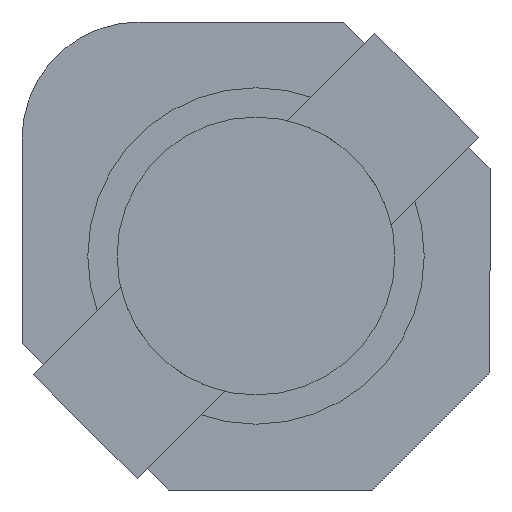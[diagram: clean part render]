
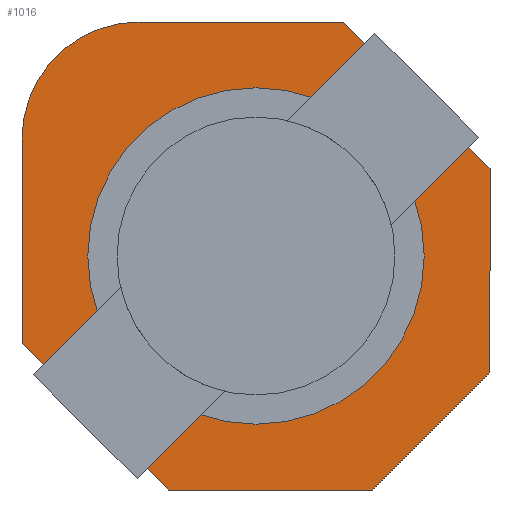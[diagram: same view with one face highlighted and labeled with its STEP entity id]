
A CAD part, front view. The second image highlights one B-rep face of the part: STEP entity #1016.
In plain terms, the highlighted planar face has unit normal (0, -1, 0).
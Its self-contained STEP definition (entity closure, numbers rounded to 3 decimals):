
#5 = DIRECTION ( 'NONE',  ( 0., 0., 1. ) ) ;
#6 = EDGE_LOOP ( 'NONE', ( #316, #1225, #598, #660, #1302, #1001, #199, #1130 ) ) ;
#29 = VERTEX_POINT ( 'NONE', #695 ) ;
#63 = DIRECTION ( 'NONE',  ( 0., 0., -1. ) ) ;
#79 = CARTESIAN_POINT ( 'NONE',  ( -0.8, 0., 1.6 ) ) ;
#94 = VERTEX_POINT ( 'NONE', #951 ) ;
#103 = DIRECTION ( 'NONE',  ( 1., 0., 0. ) ) ;
#114 = AXIS2_PLACEMENT_3D ( 'NONE', #341, #1100, #447 ) ;
#126 = EDGE_CURVE ( 'NONE', #289, #29, #796, .T. ) ;
#129 = CARTESIAN_POINT ( 'NONE',  ( -1.6, 0., 0.8 ) ) ;
#162 = VECTOR ( 'NONE', #5, 1000. ) ;
#170 = PLANE ( 'NONE',  #1047 ) ;
#199 = ORIENTED_EDGE ( 'NONE', *, *, #569, .F. ) ;
#212 = CARTESIAN_POINT ( 'NONE',  ( 0., 0., 1.15 ) ) ;
#242 = LINE ( 'NONE', #390, #798 ) ;
#289 = VERTEX_POINT ( 'NONE', #1285 ) ;
#304 = CARTESIAN_POINT ( 'NONE',  ( 0., 0., 0. ) ) ;
#311 = DIRECTION ( 'NONE',  ( -0.707, 0., 0.707 ) ) ;
#316 = ORIENTED_EDGE ( 'NONE', *, *, #692, .F. ) ;
#320 = FACE_BOUND ( 'NONE', #1068, .T. ) ;
#341 = CARTESIAN_POINT ( 'NONE',  ( -0.8, 0., 0.8 ) ) ;
#373 = VERTEX_POINT ( 'NONE', #647 ) ;
#376 = EDGE_CURVE ( 'NONE', #911, #1227, #596, .T. ) ;
#385 = CARTESIAN_POINT ( 'NONE',  ( 0., 0., 0. ) ) ;
#390 = CARTESIAN_POINT ( 'NONE',  ( -1.6, 0., -1.6 ) ) ;
#402 = VECTOR ( 'NONE', #738, 1000. ) ;
#403 = DIRECTION ( 'NONE',  ( 0., 0., -1. ) ) ;
#447 = DIRECTION ( 'NONE',  ( 0., 0., -1. ) ) ;
#448 = VERTEX_POINT ( 'NONE', #452 ) ;
#452 = CARTESIAN_POINT ( 'NONE',  ( -0.6, 0., -1.6 ) ) ;
#475 = VERTEX_POINT ( 'NONE', #1260 ) ;
#476 = VECTOR ( 'NONE', #311, 1000. ) ;
#493 = DIRECTION ( 'NONE',  ( 0., 0., -1. ) ) ;
#531 = VERTEX_POINT ( 'NONE', #212 ) ;
#568 = FACE_OUTER_BOUND ( 'NONE', #6, .T. ) ;
#569 = EDGE_CURVE ( 'NONE', #1227, #29, #1317, .T. ) ;
#576 = LINE ( 'NONE', #1086, #1149 ) ;
#578 = EDGE_CURVE ( 'NONE', #373, #448, #242, .T. ) ;
#596 = CIRCLE ( 'NONE', #114, 0.8 ) ;
#598 = ORIENTED_EDGE ( 'NONE', *, *, #578, .F. ) ;
#612 = CARTESIAN_POINT ( 'NONE',  ( 0.3, 0., 1.9 ) ) ;
#629 = VECTOR ( 'NONE', #1247, 1000. ) ;
#646 = EDGE_CURVE ( 'NONE', #289, #94, #1174, .T. ) ;
#647 = CARTESIAN_POINT ( 'NONE',  ( 0.8, 0., -1.6 ) ) ;
#660 = ORIENTED_EDGE ( 'NONE', *, *, #794, .F. ) ;
#685 = LINE ( 'NONE', #1070, #402 ) ;
#692 = EDGE_CURVE ( 'NONE', #475, #911, #1292, .T. ) ;
#695 = CARTESIAN_POINT ( 'NONE',  ( 0.6, 0., 1.6 ) ) ;
#702 = DIRECTION ( 'NONE',  ( 0., -1., 0. ) ) ;
#718 = EDGE_CURVE ( 'NONE', #475, #448, #685, .T. ) ;
#722 = VERTEX_POINT ( 'NONE', #963 ) ;
#738 = DIRECTION ( 'NONE',  ( 0.707, 0., -0.707 ) ) ;
#794 = EDGE_CURVE ( 'NONE', #94, #373, #576, .T. ) ;
#796 = LINE ( 'NONE', #612, #476 ) ;
#798 = VECTOR ( 'NONE', #1145, 1000. ) ;
#848 = ORIENTED_EDGE ( 'NONE', *, *, #1150, .F. ) ;
#852 = CARTESIAN_POINT ( 'NONE',  ( -1.6, 0., 0.8 ) ) ;
#877 = AXIS2_PLACEMENT_3D ( 'NONE', #304, #1055, #403 ) ;
#911 = VERTEX_POINT ( 'NONE', #129 ) ;
#938 = CARTESIAN_POINT ( 'NONE',  ( 1.6, 0., 1.6 ) ) ;
#951 = CARTESIAN_POINT ( 'NONE',  ( 1.6, 0., -0.8 ) ) ;
#963 = CARTESIAN_POINT ( 'NONE',  ( 0., 0., -1.15 ) ) ;
#981 = AXIS2_PLACEMENT_3D ( 'NONE', #385, #1141, #493 ) ;
#992 = CIRCLE ( 'NONE', #877, 1.15 ) ;
#1001 = ORIENTED_EDGE ( 'NONE', *, *, #126, .T. ) ;
#1016 = ADVANCED_FACE ( 'NONE', ( #320, #568 ), #170, .T. ) ;
#1026 = EDGE_CURVE ( 'NONE', #531, #722, #1033, .T. ) ;
#1033 = CIRCLE ( 'NONE', #981, 1.15 ) ;
#1047 = AXIS2_PLACEMENT_3D ( 'NONE', #1347, #702, #63 ) ;
#1055 = DIRECTION ( 'NONE',  ( 0., -1., 0. ) ) ;
#1068 = EDGE_LOOP ( 'NONE', ( #848, #1323 ) ) ;
#1070 = CARTESIAN_POINT ( 'NONE',  ( -1.9, 0., -0.3 ) ) ;
#1086 = CARTESIAN_POINT ( 'NONE',  ( 0.8, 0., -1.6 ) ) ;
#1100 = DIRECTION ( 'NONE',  ( 0., 1., 0. ) ) ;
#1130 = ORIENTED_EDGE ( 'NONE', *, *, #376, .F. ) ;
#1141 = DIRECTION ( 'NONE',  ( 0., -1., 0. ) ) ;
#1145 = DIRECTION ( 'NONE',  ( -1., 0., 0. ) ) ;
#1149 = VECTOR ( 'NONE', #1184, 1000. ) ;
#1150 = EDGE_CURVE ( 'NONE', #722, #531, #992, .T. ) ;
#1174 = LINE ( 'NONE', #938, #629 ) ;
#1184 = DIRECTION ( 'NONE',  ( -0.707, 0., -0.707 ) ) ;
#1225 = ORIENTED_EDGE ( 'NONE', *, *, #718, .T. ) ;
#1227 = VERTEX_POINT ( 'NONE', #79 ) ;
#1247 = DIRECTION ( 'NONE',  ( 0., 0., -1. ) ) ;
#1260 = CARTESIAN_POINT ( 'NONE',  ( -1.6, 0., -0.6 ) ) ;
#1273 = CARTESIAN_POINT ( 'NONE',  ( -0.8, 0., 1.6 ) ) ;
#1285 = CARTESIAN_POINT ( 'NONE',  ( 1.6, 0., 0.6 ) ) ;
#1286 = VECTOR ( 'NONE', #103, 1000. ) ;
#1292 = LINE ( 'NONE', #852, #162 ) ;
#1302 = ORIENTED_EDGE ( 'NONE', *, *, #646, .F. ) ;
#1317 = LINE ( 'NONE', #1273, #1286 ) ;
#1323 = ORIENTED_EDGE ( 'NONE', *, *, #1026, .F. ) ;
#1347 = CARTESIAN_POINT ( 'NONE',  ( -0.8, 0., 0.8 ) ) ;
